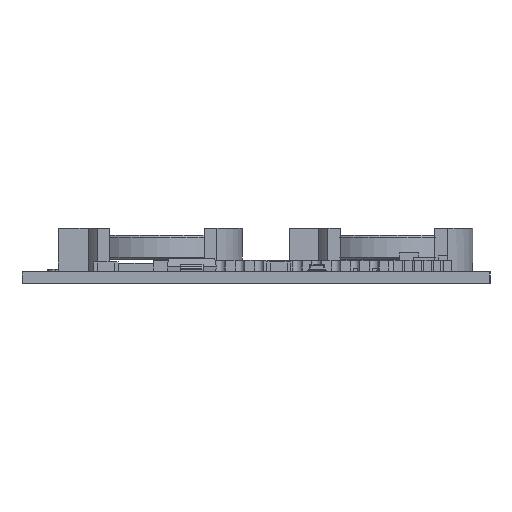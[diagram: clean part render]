
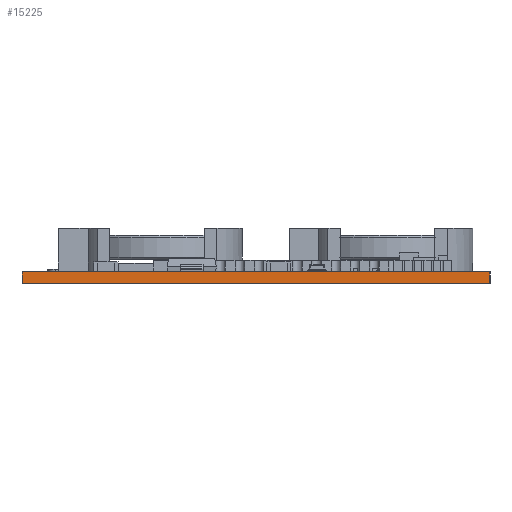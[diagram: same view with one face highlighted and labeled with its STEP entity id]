
A CAD part, left-side view. The second image highlights one B-rep face of the part: STEP entity #15225.
In plain terms, the highlighted planar face has unit normal (-1, 0, 0).
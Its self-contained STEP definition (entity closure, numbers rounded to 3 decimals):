
#1197=PLANE('',#16300);
#1666=FACE_OUTER_BOUND('',#2503,.T.);
#2503=EDGE_LOOP('',(#10795,#10796,#10797,#10798));
#3698=LINE('',#22010,#5072);
#3706=LINE('',#22025,#5080);
#3707=LINE('',#22027,#5081);
#3708=LINE('',#22028,#5082);
#5072=VECTOR('',#17940,10.);
#5080=VECTOR('',#17952,10.);
#5081=VECTOR('',#17955,10.);
#5082=VECTOR('',#17956,10.);
#7085=VERTEX_POINT('',#22007);
#7086=VERTEX_POINT('',#22009);
#7090=VERTEX_POINT('',#22021);
#7091=VERTEX_POINT('',#22023);
#8553=EDGE_CURVE('',#7085,#7086,#3698,.T.);
#8561=EDGE_CURVE('',#7090,#7091,#3706,.T.);
#8562=EDGE_CURVE('',#7085,#7090,#3707,.T.);
#8563=EDGE_CURVE('',#7086,#7091,#3708,.T.);
#10795=ORIENTED_EDGE('',*,*,#8562,.T.);
#10796=ORIENTED_EDGE('',*,*,#8561,.T.);
#10797=ORIENTED_EDGE('',*,*,#8563,.F.);
#10798=ORIENTED_EDGE('',*,*,#8553,.F.);
#15225=ADVANCED_FACE('',(#1666),#1197,.T.);
#16300=AXIS2_PLACEMENT_3D('',#22026,#17953,#17954);
#17940=DIRECTION('',(0.,0.,1.));
#17952=DIRECTION('',(0.,0.,1.));
#17953=DIRECTION('center_axis',(-1.,0.,0.));
#17954=DIRECTION('ref_axis',(0.,-1.,0.));
#17955=DIRECTION('',(0.,-1.,0.));
#17956=DIRECTION('',(0.,-1.,0.));
#22007=CARTESIAN_POINT('',(0.,61.9,0.));
#22009=CARTESIAN_POINT('',(0.,61.9,1.57));
#22010=CARTESIAN_POINT('',(0.,61.9,0.));
#22021=CARTESIAN_POINT('',(0.,0.,0.));
#22023=CARTESIAN_POINT('',(0.,0.,1.57));
#22025=CARTESIAN_POINT('',(0.,0.,0.));
#22026=CARTESIAN_POINT('Origin',(0.,61.9,0.));
#22027=CARTESIAN_POINT('',(0.,61.9,0.));
#22028=CARTESIAN_POINT('',(0.,61.9,1.57));
